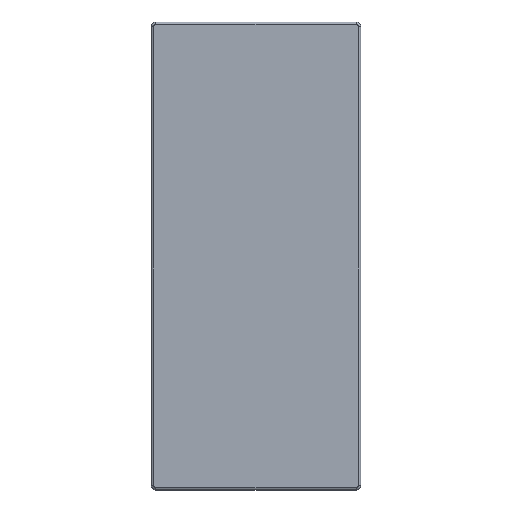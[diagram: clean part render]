
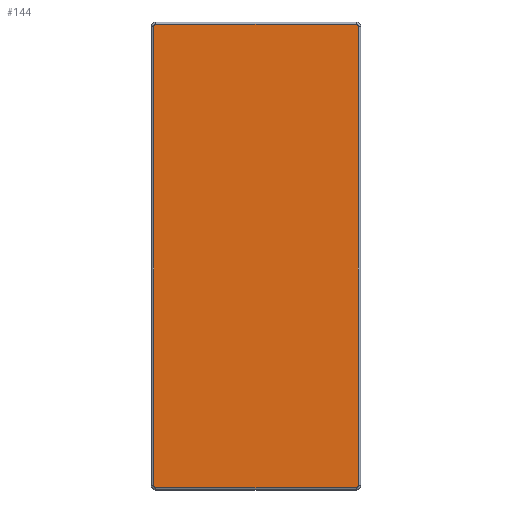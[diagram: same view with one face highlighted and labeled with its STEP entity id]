
A CAD part, top view. The second image highlights one B-rep face of the part: STEP entity #144.
In plain terms, the highlighted planar face has unit normal (0, 0, 1).
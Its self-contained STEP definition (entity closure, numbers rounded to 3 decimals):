
#83=CIRCLE('',#1188,0.1);
#84=CIRCLE('',#1189,0.1);
#85=CIRCLE('',#1190,0.1);
#86=CIRCLE('',#1191,0.1);
#144=ADVANCED_FACE('',(#243),#204,.T.);
#204=PLANE('',#1192);
#243=FACE_OUTER_BOUND('',#313,.T.);
#313=EDGE_LOOP('',(#458,#459,#460,#461,#462,#463,#464,#465));
#458=ORIENTED_EDGE('',*,*,#860,.T.);
#459=ORIENTED_EDGE('',*,*,#861,.T.);
#460=ORIENTED_EDGE('',*,*,#862,.T.);
#461=ORIENTED_EDGE('',*,*,#863,.T.);
#462=ORIENTED_EDGE('',*,*,#864,.T.);
#463=ORIENTED_EDGE('',*,*,#865,.T.);
#464=ORIENTED_EDGE('',*,*,#866,.T.);
#465=ORIENTED_EDGE('',*,*,#867,.T.);
#742=VERTEX_POINT('',#1785);
#743=VERTEX_POINT('',#1786);
#744=VERTEX_POINT('',#1788);
#745=VERTEX_POINT('',#1790);
#746=VERTEX_POINT('',#1792);
#747=VERTEX_POINT('',#1794);
#748=VERTEX_POINT('',#1796);
#749=VERTEX_POINT('',#1798);
#860=EDGE_CURVE('',#742,#743,#1008,.T.);
#861=EDGE_CURVE('',#743,#744,#83,.T.);
#862=EDGE_CURVE('',#744,#745,#1009,.T.);
#863=EDGE_CURVE('',#745,#746,#84,.T.);
#864=EDGE_CURVE('',#746,#747,#1010,.T.);
#865=EDGE_CURVE('',#747,#748,#85,.T.);
#866=EDGE_CURVE('',#748,#749,#1011,.T.);
#867=EDGE_CURVE('',#749,#742,#86,.T.);
#1008=LINE('',#1784,#1116);
#1009=LINE('',#1789,#1117);
#1010=LINE('',#1793,#1118);
#1011=LINE('',#1797,#1119);
#1116=VECTOR('',#1410,1.);
#1117=VECTOR('',#1413,1.);
#1118=VECTOR('',#1416,1.);
#1119=VECTOR('',#1419,1.);
#1188=AXIS2_PLACEMENT_3D('',#1787,#1411,#1412);
#1189=AXIS2_PLACEMENT_3D('',#1791,#1414,#1415);
#1190=AXIS2_PLACEMENT_3D('',#1795,#1417,#1418);
#1191=AXIS2_PLACEMENT_3D('',#1799,#1420,#1421);
#1192=AXIS2_PLACEMENT_3D('',#1800,#1422,#1423);
#1410=DIRECTION('',(0.,1.,0.));
#1411=DIRECTION('',(0.,0.,1.));
#1412=DIRECTION('',(1.,0.,0.));
#1413=DIRECTION('',(-1.,0.,0.));
#1414=DIRECTION('',(0.,0.,1.));
#1415=DIRECTION('',(1.,0.,0.));
#1416=DIRECTION('',(0.,-1.,0.));
#1417=DIRECTION('',(0.,0.,1.));
#1418=DIRECTION('',(1.,0.,0.));
#1419=DIRECTION('',(1.,0.,0.));
#1420=DIRECTION('',(0.,0.,1.));
#1421=DIRECTION('',(1.,0.,0.));
#1422=DIRECTION('',(0.,0.,1.));
#1423=DIRECTION('',(-1.,0.,0.));
#1784=CARTESIAN_POINT('',(-82.415,53.373,1.65));
#1785=CARTESIAN_POINT('',(-82.415,53.573,1.65));
#1786=CARTESIAN_POINT('',(-82.415,73.173,1.65));
#1787=CARTESIAN_POINT('',(-82.515,73.173,1.65));
#1788=CARTESIAN_POINT('',(-82.515,73.273,1.65));
#1789=CARTESIAN_POINT('',(-82.315,73.273,1.65));
#1790=CARTESIAN_POINT('',(-91.065,73.273,1.65));
#1791=CARTESIAN_POINT('',(-91.065,73.173,1.65));
#1792=CARTESIAN_POINT('',(-91.165,73.173,1.65));
#1793=CARTESIAN_POINT('',(-91.165,53.373,1.65));
#1794=CARTESIAN_POINT('',(-91.165,53.573,1.65));
#1795=CARTESIAN_POINT('',(-91.065,53.573,1.65));
#1796=CARTESIAN_POINT('',(-91.065,53.473,1.65));
#1797=CARTESIAN_POINT('',(-82.315,53.473,1.65));
#1798=CARTESIAN_POINT('',(-82.515,53.473,1.65));
#1799=CARTESIAN_POINT('',(-82.515,53.573,1.65));
#1800=CARTESIAN_POINT('',(-82.315,53.373,1.65));
